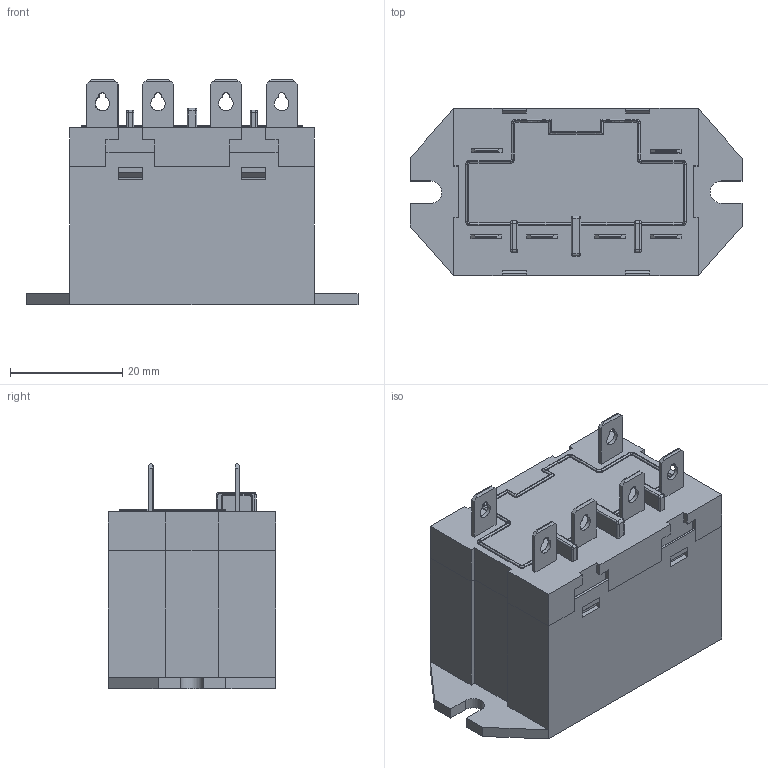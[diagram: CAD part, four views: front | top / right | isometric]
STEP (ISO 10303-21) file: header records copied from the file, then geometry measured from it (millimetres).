
FILE_DESCRIPTION(('FreeCAD Model'),'2;1');
FILE_NAME('Open CASCADE Shape Model','2025-05-05T03:06:12',('FreeCAD'),( 'FreeCAD'),'Open CASCADE STEP processor 7.6','FreeCAD','Unknown');
FILE_SCHEMA(('AUTOMOTIVE_DESIGN { 1 0 10303 214 1 1 1 1 }'));
Length unit declared in the file: millimetre
Products named in the file (1): Open CASCADE STEP translator 7.6 1
Bounding box: 59.09 x 29.76 x 40.11 mm (x, y, z)
Volume: 40903.1 mm3; surface area: 12921.1 mm2
Topology: 8 solids, 8 shells, 405 faces, 1062 edges, 680 vertices
Faces by surface type: bspline 405
Entity records: 11576 total; most frequent: CARTESIAN_POINT 5249, ORIENTED_EDGE 2124, EDGE_CURVE 1062, B_SPLINE_CURVE_WITH_KNOTS 870, VERTEX_POINT 680, FACE_BOUND 432, EDGE_LOOP 432, ADVANCED_FACE 405
